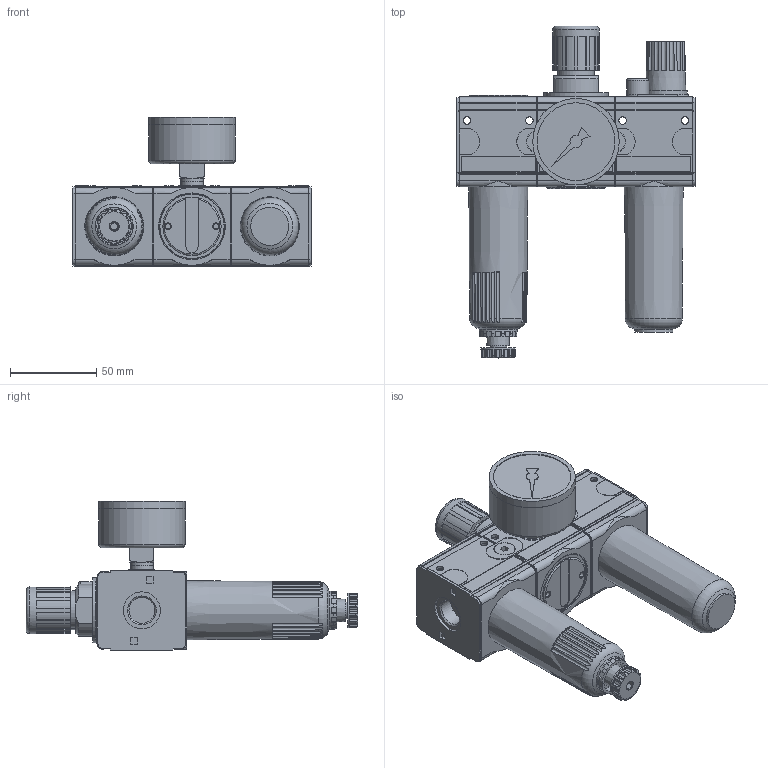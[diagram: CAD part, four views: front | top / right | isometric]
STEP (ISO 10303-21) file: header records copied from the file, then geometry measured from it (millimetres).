
FILE_DESCRIPTION( ( 'STEP AP203' ), ' ' );
FILE_NAME( '9.2712.042.stp', '2017-04-10T06:53:39', ( '' ), ( '' ), ' ', 'PARTsolutions', ' ' );
FILE_SCHEMA( ( 'CONFIG_CONTROL_DESIGN' ) );
Length unit declared in the file: millimetre
Products named in the file (8): 9.2712.042; _FRL 12 K-HAF00000-G; _FRL 12 K-HAF-P1; _FRL 12 K-HAR00020-G; _FRL 12 K-HA-2; _FRL 12 K-HAL00000-G; _FRL 12 K-HAL-P1; _FRL 12 K-HA-V
Assembly tree (8 placements, depth 2):
  9.2712.042
    _FRL 12 K-HAF00000-G
    _FRL 12 K-HAF-P1
    _FRL 12 K-HAR00020-G
    _FRL 12 K-HA-2
    _FRL 12 K-HAL00000-G
    _FRL 12 K-HAL-P1
    _FRL 12 K-HA-V  x2
Bounding box: 137.8 x 192 x 86.7 mm (x, y, z)
Volume: 558279.2 mm3; surface area: 102472.9 mm2
Topology: 8 solids, 8 shells, 806 faces, 2072 edges, 1370 vertices
Faces by surface type: plane 521, cylinder 229, cone 46, torus 9, sphere 1
Full cylindrical faces by diameter (mm): 3.2 x2, 4 x3, 4.4 x12, 6.3 x1, 9.728 x1, 11.445 x1, 12 x4, 12.4 x4, 12.8 x1, 13 x1, 13.157 x1, 14.95 x2, 15.1 x2, 19.5 x1, 20 x1, 21 x1, 21.4 x1, 22 x2, 23.2 x1, 24.5 x1, 27 x1, 33.5 x1, 33.7 x1, 37.5 x1, 37.6 x1, 38.6 x1, 45 x1, 49.96 x1, 50 x2
Entity records: 24328 total; most frequent: CARTESIAN_POINT 5839, DIRECTION 3749, ORIENTED_EDGE 3706, EDGE_CURVE 1853, AXIS2_PLACEMENT_3D 1326, VERTEX_POINT 1274, LINE 1097, VECTOR 1097
